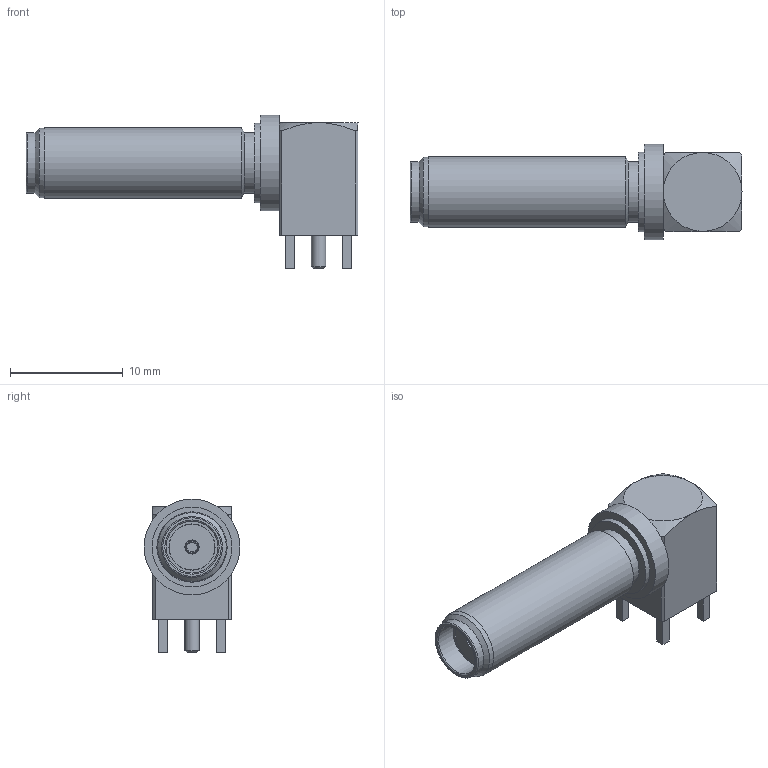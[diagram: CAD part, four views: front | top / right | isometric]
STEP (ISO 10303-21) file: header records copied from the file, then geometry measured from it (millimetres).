
FILE_DESCRIPTION(/* description */ (''),/* implementation_level */ '2;1');
FILE_NAME(/* name */ 'TELEGARTNER_J01151A0921_Part1.stp',/* time_stamp */ '2016-12-06T17:02:30+01:00',/* author */ ('jchouvet'),/* organization */ (''),/* preprocessor_version */ 'ST-DEVELOPER v16.1',/* originating_system */ 'AutoCAD Mechanical',/* authorisation */ '');
FILE_SCHEMA (('AUTOMOTIVE_DESIGN { 1 0 10303 214 3 1 1 }'));
Length unit declared in the file: millimetre
Products named in the file (1): Product
Bounding box: 29.5 x 8.5 x 13.65 mm (x, y, z)
Volume: 1187.9 mm3; surface area: 1222.8 mm2
Topology: 11 solids, 11 shells, 90 faces, 181 edges, 120 vertices
Faces by surface type: plane 53, cylinder 25, cone 8, torus 4
Full cylindrical faces by diameter (mm): 1.25 x1, 1.28 x1, 4.08 x2, 4.1 x1, 4.591 x1, 4.62 x1, 5.4 x2, 5.8 x1, 6.24 x1, 7.1 x1, 8.5 x1
Entity records: 2280 total; most frequent: CARTESIAN_POINT 460, DIRECTION 382, ORIENTED_EDGE 312, EDGE_CURVE 156, AXIS2_PLACEMENT_3D 155, EDGE_LOOP 118, VERTEX_POINT 114, FACE_OUTER_BOUND 90
